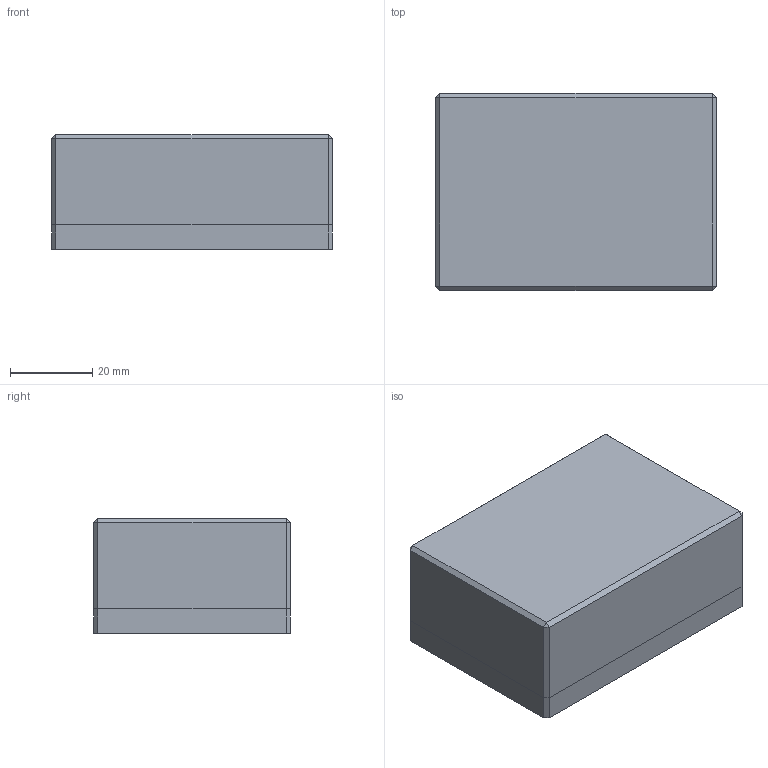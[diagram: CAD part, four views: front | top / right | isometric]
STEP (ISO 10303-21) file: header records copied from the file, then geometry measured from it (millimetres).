
FILE_DESCRIPTION(('FreeCAD Model'),'2;1');
FILE_NAME('Open CASCADE Shape Model','2025-05-18T14:34:46',(''),(''), 'Open CASCADE STEP processor 7.8','FreeCAD','Unknown');
FILE_SCHEMA(('AUTOMOTIVE_DESIGN { 1 0 10303 214 1 1 1 1 }'));
Length unit declared in the file: millimetre
Products named in the file (1): PerfBoard-top
Bounding box: 68.5 x 48 x 28 mm (x, y, z)
Volume: 51092.2 mm3; surface area: 17596.5 mm2
Topology: 1 solids, 1 shells, 53 faces, 116 edges, 66 vertices
Faces by surface type: plane 35, cylinder 14, cone 4
Full cylindrical faces by diameter (mm): 3.6 x8, 8.1 x1, 9 x1
Entity records: 1410 total; most frequent: DIRECTION 242, CARTESIAN_POINT 232, ORIENTED_EDGE 224, EDGE_CURVE 112, LINE 90, VECTOR 90, AXIS2_PLACEMENT_3D 76, VERTEX_POINT 66
